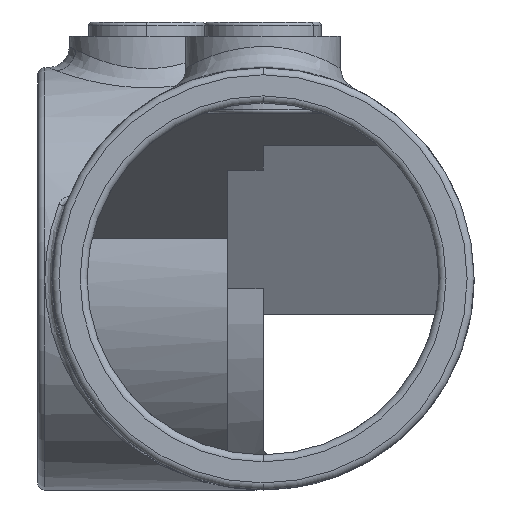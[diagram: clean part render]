
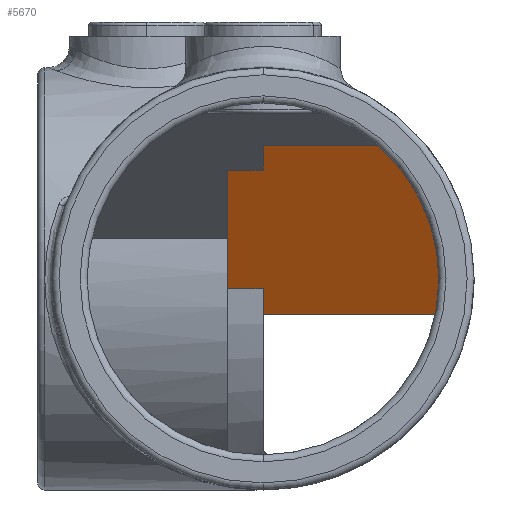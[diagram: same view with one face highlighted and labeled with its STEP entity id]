
A CAD part, front view. The second image highlights one B-rep face of the part: STEP entity #5670.
In plain terms, the highlighted planar face has unit normal (0, -0.869, -0.495).
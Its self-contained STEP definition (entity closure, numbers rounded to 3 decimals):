
#60 = EDGE_CURVE ( 'NONE', #4630, #3505, #340, .T. ) ;
#66 = LINE ( 'NONE', #5601, #5517 ) ;
#174 = EDGE_LOOP ( 'NONE', ( #5123, #1182, #2563, #2309, #4950, #1113, #3360, #2474 ) ) ;
#241 = PLANE ( 'NONE',  #3634 ) ;
#312 =( BOUNDED_CURVE ( )  B_SPLINE_CURVE ( 3, ( #2970, #333, #1628, #708 ),
 .UNSPECIFIED., .F., .T. ) 
 B_SPLINE_CURVE_WITH_KNOTS ( ( 4, 4 ),
 ( 4.511, 5.576 ),
 .UNSPECIFIED. ) 
 CURVE ( )  GEOMETRIC_REPRESENTATION_ITEM ( )  RATIONAL_B_SPLINE_CURVE ( ( 1., 0.908, 0.908, 1. ) ) 
 REPRESENTATION_ITEM ( '' )  );
#333 = CARTESIAN_POINT ( 'NONE',  ( 26.359, 54.887, 4.131 ) ) ;
#340 = LINE ( 'NONE', #1324, #1377 ) ;
#517 = CARTESIAN_POINT ( 'NONE',  ( -5., 58.027, -1.373 ) ) ;
#556 = FACE_OUTER_BOUND ( 'NONE', #174, .T. ) ;
#582 = DIRECTION ( 'NONE',  ( 1., 0., 0. ) ) ;
#586 = VECTOR ( 'NONE', #4942, 1000. ) ;
#708 = CARTESIAN_POINT ( 'NONE',  ( 16.248, 46.405, 19. ) ) ;
#934 = EDGE_CURVE ( 'NONE', #3505, #1572, #2084, .T. ) ;
#1097 = CARTESIAN_POINT ( 'NONE',  ( 0., 58.027, -1.373 ) ) ;
#1113 = ORIENTED_EDGE ( 'NONE', *, *, #2454, .F. ) ;
#1182 = ORIENTED_EDGE ( 'NONE', *, *, #3616, .T. ) ;
#1324 = CARTESIAN_POINT ( 'NONE',  ( 0., 46.405, 19. ) ) ;
#1361 = CARTESIAN_POINT ( 'NONE',  ( 0., 72.257, -26.317 ) ) ;
#1377 = VECTOR ( 'NONE', #1720, 1000. ) ;
#1389 = EDGE_CURVE ( 'NONE', #2572, #3686, #3882, .T. ) ;
#1445 = CARTESIAN_POINT ( 'NONE',  ( -5., 47.818, 16.522 ) ) ;
#1450 = EDGE_CURVE ( 'NONE', #2403, #4630, #312, .T. ) ;
#1553 = DIRECTION ( 'NONE',  ( 0., -0.869, -0.496 ) ) ;
#1572 = VERTEX_POINT ( 'NONE', #3370 ) ;
#1628 = CARTESIAN_POINT ( 'NONE',  ( 23.33, 49.86, 12.944 ) ) ;
#1661 = DIRECTION ( 'NONE',  ( 0., 0.496, -0.869 ) ) ;
#1720 = DIRECTION ( 'NONE',  ( -1., 0., 0. ) ) ;
#1916 = LINE ( 'NONE', #1445, #586 ) ;
#2084 = LINE ( 'NONE', #3485, #2492 ) ;
#2098 = VERTEX_POINT ( 'NONE', #4219 ) ;
#2131 = CARTESIAN_POINT ( 'NONE',  ( -5., 48.427, 15.454 ) ) ;
#2139 = VERTEX_POINT ( 'NONE', #2131 ) ;
#2236 = CARTESIAN_POINT ( 'NONE',  ( -5., 58.027, -1.373 ) ) ;
#2309 = ORIENTED_EDGE ( 'NONE', *, *, #60, .T. ) ;
#2403 = VERTEX_POINT ( 'NONE', #3152 ) ;
#2454 = EDGE_CURVE ( 'NONE', #2139, #1572, #2473, .T. ) ;
#2473 = LINE ( 'NONE', #4402, #4375 ) ;
#2474 = ORIENTED_EDGE ( 'NONE', *, *, #1389, .T. ) ;
#2492 = VECTOR ( 'NONE', #1661, 1000. ) ;
#2563 = ORIENTED_EDGE ( 'NONE', *, *, #1450, .T. ) ;
#2572 = VERTEX_POINT ( 'NONE', #2236 ) ;
#2729 = LINE ( 'NONE', #1361, #5631 ) ;
#2970 = CARTESIAN_POINT ( 'NONE',  ( 24.495, 60.096, -5. ) ) ;
#3152 = CARTESIAN_POINT ( 'NONE',  ( 24.495, 60.096, -5. ) ) ;
#3360 = ORIENTED_EDGE ( 'NONE', *, *, #4374, .F. ) ;
#3370 = CARTESIAN_POINT ( 'NONE',  ( 0., 48.427, 15.454 ) ) ;
#3485 = CARTESIAN_POINT ( 'NONE',  ( 0., 72.257, -26.317 ) ) ;
#3505 = VERTEX_POINT ( 'NONE', #5042 ) ;
#3526 = DIRECTION ( 'NONE',  ( 0., 0.496, -0.869 ) ) ;
#3616 = EDGE_CURVE ( 'NONE', #2098, #2403, #66, .T. ) ;
#3634 = AXIS2_PLACEMENT_3D ( 'NONE', #4250, #1553, #3817 ) ;
#3686 = VERTEX_POINT ( 'NONE', #1097 ) ;
#3817 = DIRECTION ( 'NONE',  ( 0., 0.496, -0.869 ) ) ;
#3857 = CARTESIAN_POINT ( 'NONE',  ( 16.248, 46.405, 19. ) ) ;
#3882 = LINE ( 'NONE', #517, #3963 ) ;
#3963 = VECTOR ( 'NONE', #582, 1000. ) ;
#4014 = DIRECTION ( 'NONE',  ( 1., 0., 0. ) ) ;
#4219 = CARTESIAN_POINT ( 'NONE',  ( 0., 60.096, -5. ) ) ;
#4250 = CARTESIAN_POINT ( 'NONE',  ( -21.874, 47.818, 16.522 ) ) ;
#4374 = EDGE_CURVE ( 'NONE', #2572, #2139, #1916, .T. ) ;
#4375 = VECTOR ( 'NONE', #4014, 1000. ) ;
#4402 = CARTESIAN_POINT ( 'NONE',  ( -21.874, 48.427, 15.454 ) ) ;
#4630 = VERTEX_POINT ( 'NONE', #3857 ) ;
#4860 = EDGE_CURVE ( 'NONE', #3686, #2098, #2729, .T. ) ;
#4942 = DIRECTION ( 'NONE',  ( 0., -0.496, 0.869 ) ) ;
#4950 = ORIENTED_EDGE ( 'NONE', *, *, #934, .T. ) ;
#5042 = CARTESIAN_POINT ( 'NONE',  ( 0., 46.405, 19. ) ) ;
#5123 = ORIENTED_EDGE ( 'NONE', *, *, #4860, .T. ) ;
#5517 = VECTOR ( 'NONE', #5519, 1000. ) ;
#5519 = DIRECTION ( 'NONE',  ( 1., 0., 0. ) ) ;
#5601 = CARTESIAN_POINT ( 'NONE',  ( 5., 60.096, -5. ) ) ;
#5631 = VECTOR ( 'NONE', #3526, 1000. ) ;
#5670 = ADVANCED_FACE ( 'NONE', ( #556 ), #241, .T. ) ;
